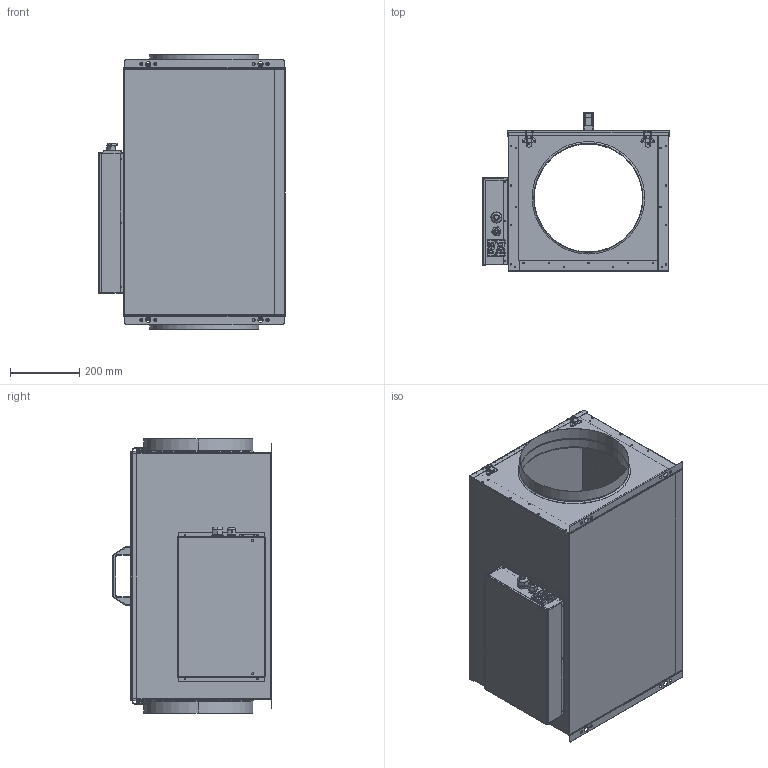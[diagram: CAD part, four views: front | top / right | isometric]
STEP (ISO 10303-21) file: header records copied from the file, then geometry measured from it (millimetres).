
FILE_DESCRIPTION (( 'STEP AP203' ), '1' );
FILE_NAME ('137774-00_FFHNW315.STEP', '2017-01-24T12:15:33', ( '' ), ( '' ), 'SwSTEP 2.0', 'SolidWorks 2012', '' );
FILE_SCHEMA (( 'CONFIG_CONTROL_DESIGN' ));
Length unit declared in the file: millimetre
Products named in the file (1): 137774-00_FFHNW315
Bounding box: 537.6 x 458 x 790 mm (x, y, z)
Surface area: 4830977.2 mm2 (no closed solid volume)
Topology: 0 solids, 123 shells, 919 faces, 3341 edges, 2440 vertices
Faces by surface type: cylinder 513, plane 274, bspline 88, torus 31, cone 13
Entity records: 38638 total; most frequent: CARTESIAN_POINT 9602, DIRECTION 6532, ORIENTED_EDGE 4901, EDGE_CURVE 3341, AXIS2_PLACEMENT_3D 2504, VERTEX_POINT 2440, CIRCLE 1672, VECTOR 1524
